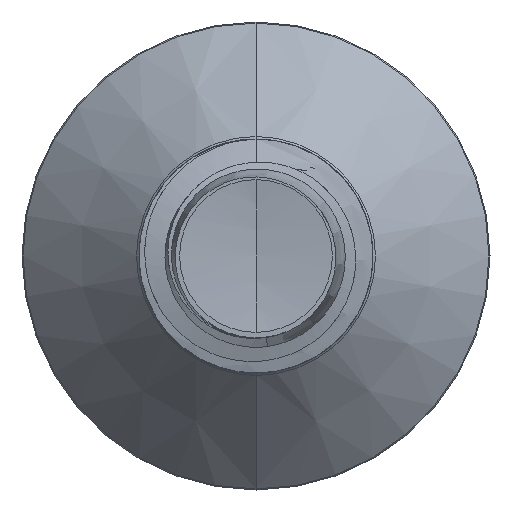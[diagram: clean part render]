
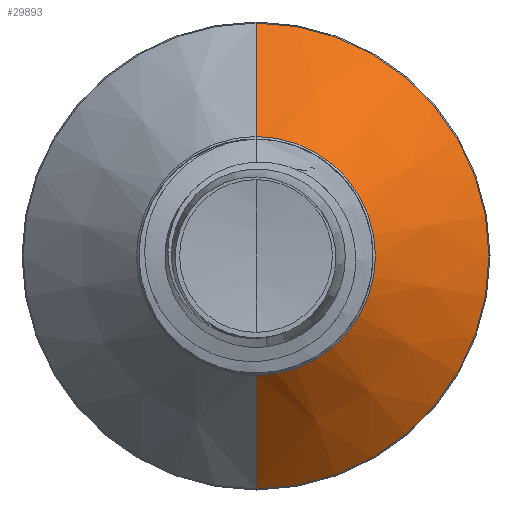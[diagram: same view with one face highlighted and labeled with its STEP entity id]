
A CAD part, front view. The second image highlights one B-rep face of the part: STEP entity #29893.
In plain terms, the highlighted conical face has half-angle 45 degrees and reference radius 2.042 mm.
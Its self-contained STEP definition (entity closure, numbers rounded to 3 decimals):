
#345 = ORIENTED_EDGE ( 'NONE', *, *, #6368, .F. ) ;
#1774 = CARTESIAN_POINT ( 'NONE',  ( 0., 15.282, 3.982 ) ) ;
#2027 = EDGE_LOOP ( 'NONE', ( #30223, #28042, #27926, #345 ) ) ;
#3089 = VERTEX_POINT ( 'NONE', #35665 ) ;
#3274 = LINE ( 'NONE', #34987, #18060 ) ;
#4722 = CARTESIAN_POINT ( 'NONE',  ( 0., 15.282, 0. ) ) ;
#6368 = EDGE_CURVE ( 'NONE', #3089, #30973, #3274, .T. ) ;
#7135 = CARTESIAN_POINT ( 'NONE',  ( 0., 13.342, -2.042 ) ) ;
#7544 = DIRECTION ( 'NONE',  ( 0., 0., 1. ) ) ;
#8716 = DIRECTION ( 'NONE',  ( 0., 0., 1. ) ) ;
#9821 = DIRECTION ( 'NONE',  ( 0., 1., 0. ) ) ;
#12874 = VECTOR ( 'NONE', #32806, 1000. ) ;
#13349 = CARTESIAN_POINT ( 'NONE',  ( 0., 13.342, -2.042 ) ) ;
#13820 = EDGE_CURVE ( 'NONE', #17729, #34293, #35922, .T. ) ;
#15581 = CARTESIAN_POINT ( 'NONE',  ( 0., 15.282, -3.982 ) ) ;
#16962 = DIRECTION ( 'NONE',  ( 0., 1., 0. ) ) ;
#17541 = EDGE_CURVE ( 'NONE', #3089, #17729, #28154, .T. ) ;
#17729 = VERTEX_POINT ( 'NONE', #7135 ) ;
#18060 = VECTOR ( 'NONE', #30917, 1000. ) ;
#21910 = FACE_OUTER_BOUND ( 'NONE', #2027, .T. ) ;
#22568 = CARTESIAN_POINT ( 'NONE',  ( 0., 13.342, 0. ) ) ;
#24183 = DIRECTION ( 'NONE',  ( 0., 1., 0. ) ) ;
#26398 = AXIS2_PLACEMENT_3D ( 'NONE', #4722, #24183, #7544 ) ;
#26466 = CARTESIAN_POINT ( 'NONE',  ( 0., 13.342, 0. ) ) ;
#26598 = AXIS2_PLACEMENT_3D ( 'NONE', #22568, #16962, #8716 ) ;
#27926 = ORIENTED_EDGE ( 'NONE', *, *, #34318, .F. ) ;
#28042 = ORIENTED_EDGE ( 'NONE', *, *, #13820, .T. ) ;
#28154 = CIRCLE ( 'NONE', #36077, 2.042 ) ;
#28470 = CONICAL_SURFACE ( 'NONE', #26598, 2.042, 0.785 ) ;
#29276 = DIRECTION ( 'NONE',  ( 0., 0., 1. ) ) ;
#29893 = ADVANCED_FACE ( 'NONE', ( #21910 ), #28470, .T. ) ;
#30223 = ORIENTED_EDGE ( 'NONE', *, *, #17541, .T. ) ;
#30917 = DIRECTION ( 'NONE',  ( 0., 0.707, 0.707 ) ) ;
#30973 = VERTEX_POINT ( 'NONE', #1774 ) ;
#32806 = DIRECTION ( 'NONE',  ( 0., 0.707, -0.707 ) ) ;
#34079 = CIRCLE ( 'NONE', #26398, 3.982 ) ;
#34293 = VERTEX_POINT ( 'NONE', #15581 ) ;
#34318 = EDGE_CURVE ( 'NONE', #30973, #34293, #34079, .T. ) ;
#34987 = CARTESIAN_POINT ( 'NONE',  ( 0., 13.342, 2.042 ) ) ;
#35665 = CARTESIAN_POINT ( 'NONE',  ( 0., 13.342, 2.042 ) ) ;
#35922 = LINE ( 'NONE', #13349, #12874 ) ;
#36077 = AXIS2_PLACEMENT_3D ( 'NONE', #26466, #9821, #29276 ) ;
